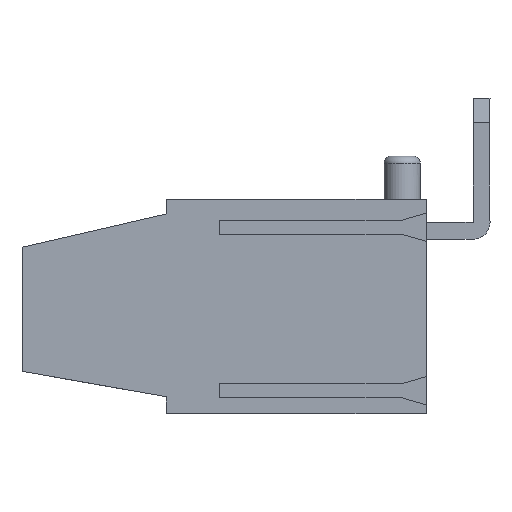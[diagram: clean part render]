
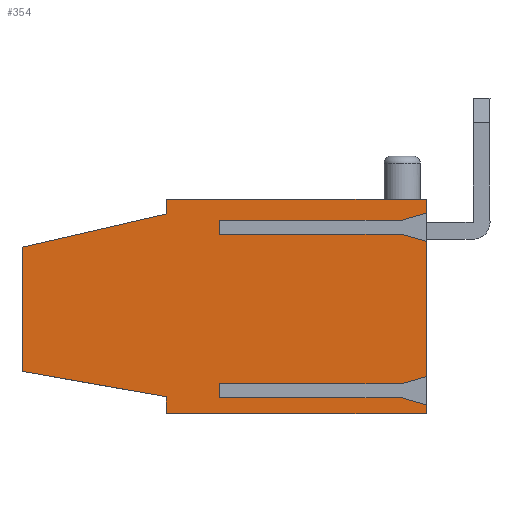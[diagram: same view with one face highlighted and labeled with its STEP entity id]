
A CAD part, left-side view. The second image highlights one B-rep face of the part: STEP entity #354.
In plain terms, the highlighted planar face has unit normal (-1, 0, 0).
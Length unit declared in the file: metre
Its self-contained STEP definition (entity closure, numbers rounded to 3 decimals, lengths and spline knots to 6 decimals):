
#354=ADVANCED_FACE('',(#830),#831,.F.);
#830=FACE_OUTER_BOUND('',#1443,.T.);
#831=PLANE('',#1444);
#1443=EDGE_LOOP('',(#2433,#2434,#2435,#2436,#2437,#2438,#2439,#2440,#2441,#2442,#2443,#2444,#2445,#2446,#2447,#2448,#2449,#2450,#2451,#2452));
#1444=AXIS2_PLACEMENT_3D('',#2453,#2454,#2455);
#2433=ORIENTED_EDGE('',*,*,#3786,.T.);
#2434=ORIENTED_EDGE('',*,*,#3680,.T.);
#2435=ORIENTED_EDGE('',*,*,#3829,.T.);
#2436=ORIENTED_EDGE('',*,*,#3830,.F.);
#2437=ORIENTED_EDGE('',*,*,#3831,.T.);
#2438=ORIENTED_EDGE('',*,*,#3832,.T.);
#2439=ORIENTED_EDGE('',*,*,#3759,.T.);
#2440=ORIENTED_EDGE('',*,*,#3675,.T.);
#2441=ORIENTED_EDGE('',*,*,#3833,.T.);
#2442=ORIENTED_EDGE('',*,*,#3724,.F.);
#2443=ORIENTED_EDGE('',*,*,#3733,.F.);
#2444=ORIENTED_EDGE('',*,*,#3834,.T.);
#2445=ORIENTED_EDGE('',*,*,#3835,.T.);
#2446=ORIENTED_EDGE('',*,*,#3672,.T.);
#2447=ORIENTED_EDGE('',*,*,#3836,.T.);
#2448=ORIENTED_EDGE('',*,*,#3837,.T.);
#2449=ORIENTED_EDGE('',*,*,#3819,.T.);
#2450=ORIENTED_EDGE('',*,*,#3838,.T.);
#2451=ORIENTED_EDGE('',*,*,#3839,.T.);
#2452=ORIENTED_EDGE('',*,*,#3699,.T.);
#2453=CARTESIAN_POINT('',(0.,0.0108,-0.0082));
#2454=DIRECTION('',(1.0,0.,0.));
#2455=DIRECTION('',(0.0,0.,1.0));
#3672=EDGE_CURVE('',#4452,#4450,#4453,.T.);
#3675=EDGE_CURVE('',#4457,#4455,#4458,.T.);
#3680=EDGE_CURVE('',#4430,#4464,#4466,.T.);
#3699=EDGE_CURVE('',#4493,#4498,#4500,.T.);
#3724=EDGE_CURVE('',#4533,#4534,#4535,.T.);
#3733=EDGE_CURVE('',#4545,#4533,#4547,.T.);
#3759=EDGE_CURVE('',#4590,#4457,#4591,.T.);
#3786=EDGE_CURVE('',#4498,#4430,#4633,.T.);
#3819=EDGE_CURVE('',#4679,#4676,#4680,.T.);
#3829=EDGE_CURVE('',#4464,#4692,#4693,.T.);
#3830=EDGE_CURVE('',#4694,#4692,#4695,.T.);
#3831=EDGE_CURVE('',#4694,#4696,#4697,.T.);
#3832=EDGE_CURVE('',#4696,#4590,#4698,.T.);
#3833=EDGE_CURVE('',#4455,#4534,#4699,.T.);
#3834=EDGE_CURVE('',#4545,#4700,#4701,.T.);
#3835=EDGE_CURVE('',#4700,#4452,#4702,.T.);
#3836=EDGE_CURVE('',#4450,#4703,#4704,.T.);
#3837=EDGE_CURVE('',#4703,#4679,#4705,.T.);
#3838=EDGE_CURVE('',#4676,#4706,#4707,.T.);
#3839=EDGE_CURVE('',#4706,#4493,#4708,.T.);
#4430=VERTEX_POINT('',#5499);
#4450=VERTEX_POINT('',#5529);
#4452=VERTEX_POINT('',#5532);
#4453=LINE('',#5533,#5534);
#4455=VERTEX_POINT('',#5537);
#4457=VERTEX_POINT('',#5540);
#4458=LINE('',#5541,#5542);
#4464=VERTEX_POINT('',#5551);
#4466=LINE('',#5554,#5555);
#4493=VERTEX_POINT('',#5595);
#4498=VERTEX_POINT('',#5602);
#4500=LINE('',#5605,#5606);
#4533=VERTEX_POINT('',#5653);
#4534=VERTEX_POINT('',#5654);
#4535=LINE('',#5655,#5656);
#4545=VERTEX_POINT('',#5671);
#4547=LINE('',#5674,#5675);
#4590=VERTEX_POINT('',#5733);
#4591=LINE('',#5734,#5735);
#4633=LINE('',#5795,#5796);
#4676=VERTEX_POINT('',#5854);
#4679=VERTEX_POINT('',#5858);
#4680=LINE('',#5859,#5860);
#4692=VERTEX_POINT('',#5878);
#4693=LINE('',#5879,#5880);
#4694=VERTEX_POINT('',#5881);
#4695=LINE('',#5882,#5883);
#4696=VERTEX_POINT('',#5884);
#4697=LINE('',#5885,#5886);
#4698=LINE('',#5887,#5888);
#4699=LINE('',#5889,#5890);
#4700=VERTEX_POINT('',#5891);
#4701=LINE('',#5892,#5893);
#4702=LINE('',#5894,#5895);
#4703=VERTEX_POINT('',#5896);
#4704=LINE('',#5897,#5898);
#4705=LINE('',#5899,#5900);
#4706=VERTEX_POINT('',#5901);
#4707=LINE('',#5902,#5903);
#4708=LINE('',#5904,#5905);
#5499=CARTESIAN_POINT('',(0.,0.,-0.0089));
#5529=CARTESIAN_POINT('',(0.0,0.0,0.));
#5532=CARTESIAN_POINT('',(0.0,0.,-0.000564));
#5533=CARTESIAN_POINT('',(0.0,0.,-0.0001));
#5534=VECTOR('',#6612,1.0);
#5537=CARTESIAN_POINT('',(0.,0.,-0.001745));
#5540=CARTESIAN_POINT('',(0.,0.,-0.007359));
#5541=CARTESIAN_POINT('',(0.0,0.,-0.0001));
#5542=VECTOR('',#6615,1.0);
#5551=CARTESIAN_POINT('',(0.,0.,-0.00854));
#5554=CARTESIAN_POINT('',(0.0,0.,-0.0001));
#5555=VECTOR('',#6620,1.0);
#5595=CARTESIAN_POINT('',(0.,0.0108,-0.0082));
#5602=CARTESIAN_POINT('',(0.,0.0108,-0.0089));
#5605=CARTESIAN_POINT('',(0.,0.0108,-0.0089));
#5606=VECTOR('',#6637,1.0);
#5653=CARTESIAN_POINT('',(0.,0.0086,-0.001455));
#5654=CARTESIAN_POINT('',(0.,0.001,-0.001455));
#5655=CARTESIAN_POINT('',(0.,0.,-0.001455));
#5656=VECTOR('',#6661,1.0);
#5671=CARTESIAN_POINT('',(0.0,0.0086,-0.000855));
#5674=CARTESIAN_POINT('',(0.,0.0086,-0.001455));
#5675=VECTOR('',#6668,1.0);
#5733=CARTESIAN_POINT('',(0.,0.001,-0.00765));
#5734=CARTESIAN_POINT('',(0.,0.000933,-0.00763));
#5735=VECTOR('',#6696,1.0);
#5795=CARTESIAN_POINT('',(0.,0.,-0.0089));
#5796=VECTOR('',#6721,1.0);
#5854=CARTESIAN_POINT('',(0.,0.0168,-0.001985));
#5858=CARTESIAN_POINT('',(0.0,0.0108,-0.0006));
#5859=CARTESIAN_POINT('',(0.,0.0168,-0.001985));
#5860=VECTOR('',#6753,1.0);
#5878=CARTESIAN_POINT('',(0.,0.001,-0.00825));
#5879=CARTESIAN_POINT('',(0.,0.001,-0.00825));
#5880=VECTOR('',#6760,1.0);
#5881=CARTESIAN_POINT('',(0.,0.0086,-0.00825));
#5882=CARTESIAN_POINT('',(0.,0.,-0.00825));
#5883=VECTOR('',#6761,1.0);
#5884=CARTESIAN_POINT('',(0.,0.0086,-0.00765));
#5885=CARTESIAN_POINT('',(0.,0.0086,-0.00765));
#5886=VECTOR('',#6762,1.0);
#5887=CARTESIAN_POINT('',(0.,0.,-0.00765));
#5888=VECTOR('',#6763,1.0);
#5889=CARTESIAN_POINT('',(0.,0.000065,-0.001726));
#5890=VECTOR('',#6764,1.0);
#5891=CARTESIAN_POINT('',(0.0,0.001,-0.000855));
#5892=CARTESIAN_POINT('',(0.0,0.,-0.000855));
#5893=VECTOR('',#6765,1.0);
#5894=CARTESIAN_POINT('',(0.0,-0.000018,-0.000559));
#5895=VECTOR('',#6766,1.0);
#5896=CARTESIAN_POINT('',(0.0,0.0108,0.0));
#5897=CARTESIAN_POINT('',(0.0,0.0108,0.0));
#5898=VECTOR('',#6767,1.0);
#5899=CARTESIAN_POINT('',(0.0,0.0108,-0.0006));
#5900=VECTOR('',#6768,1.0);
#5901=CARTESIAN_POINT('',(0.,0.0168,-0.007142));
#5902=CARTESIAN_POINT('',(0.,0.0168,-0.007142));
#5903=VECTOR('',#6769,1.0);
#5904=CARTESIAN_POINT('',(0.,0.0108,-0.0082));
#5905=VECTOR('',#6770,1.0);
#6612=DIRECTION('',(0.,0.,1.0));
#6615=DIRECTION('',(0.,0.,1.0));
#6620=DIRECTION('',(0.,0.,1.0));
#6637=DIRECTION('',(0.,0.,-1.0));
#6661=DIRECTION('',(0.,-1.0,0.));
#6668=DIRECTION('',(0.,0.,-1.0));
#6696=DIRECTION('',(0.,-0.96,0.279));
#6721=DIRECTION('',(0.,-1.0,0.));
#6753=DIRECTION('',(0.,0.974,-0.225));
#6760=DIRECTION('',(0.,0.96,0.279));
#6761=DIRECTION('',(0.,-1.0,0.));
#6762=DIRECTION('',(0.,0.,1.0));
#6763=DIRECTION('',(0.,-1.0,0.));
#6764=DIRECTION('',(0.,0.96,0.279));
#6765=DIRECTION('',(0.,-1.0,0.));
#6766=DIRECTION('',(0.,-0.96,0.279));
#6767=DIRECTION('',(0.,1.0,0.));
#6768=DIRECTION('',(0.,0.,-1.0));
#6769=DIRECTION('',(0.,0.,-1.0));
#6770=DIRECTION('',(0.,-0.985,-0.174));
